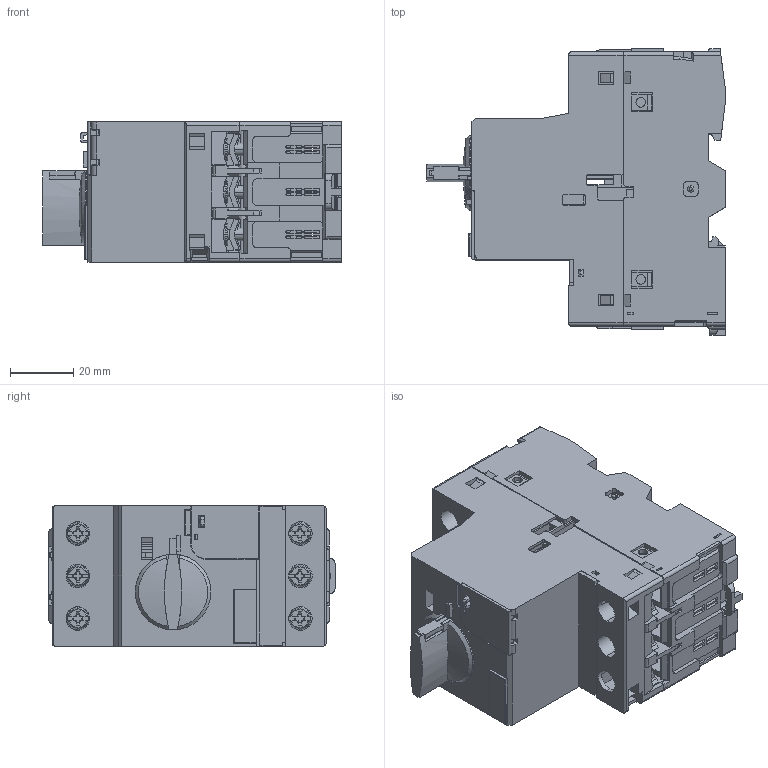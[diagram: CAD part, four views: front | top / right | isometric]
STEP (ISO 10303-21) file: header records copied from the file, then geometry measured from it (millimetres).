
FILE_DESCRIPTION((''),'2;1');
FILE_NAME('NS2-25X_ASM','2017-07-26T',('KYCAD023'),(''),'PRO/ENGINEER BY PARAMETRIC TECHNOLOGY CORPORATION, 2008380','PRO/ENGINEER BY PARAMETRIC TECHNOLOGY CORPORATION, 2008380','');
FILE_SCHEMA(('CONFIG_CONTROL_DESIGN'));
Length unit declared in the file: millimetre
Products named in the file (18): PRT0001; 5022184_ASM_18_ASM; PRT0002; 8315821_63; 8253510_29; 8441107_16; XUANNIU_ASM_21_ASM; 8315822_20; PRT0003; 5315303_ASM_49_ASM; 8236078_7; PRT0007; JIZUO_ASM_53_ASM; PRT0008; PRT0009; 8868014_6; NS2-25X_ASM_4_ASM; NS2-25X_ASM
Assembly tree (22 placements, depth 6):
  NS2-25X_ASM
    NS2-25X_ASM_4_ASM
      5022184_ASM_18_ASM
        PRT0001
      JIZUO_ASM_53_ASM
        PRT0002
        5315303_ASM_49_ASM
          8315821_63
          XUANNIU_ASM_21_ASM
            8253510_29
            8441107_16
          8315822_20
          PRT0003
        8236078_7
        PRT0007  x6
      PRT0008
      PRT0009
      8868014_6
Bounding box: 94.85 x 90.85 x 44.5 mm (x, y, z)
Volume: 75546.9 mm3; surface area: 113950.5 mm2
Topology: 17 solids, 17 shells, 3984 faces, 11632 edges, 7680 vertices
Faces by surface type: plane 3379, cylinder 493, bspline 45, torus 42, cone 17, sphere 4, extrusion 4
Entity records: 119488 total; most frequent: CARTESIAN_POINT 23065, ORIENTED_EDGE 21000, DIRECTION 18601, EDGE_CURVE 10500, VECTOR 9141, LINE 9137, VERTEX_POINT 6940, AXIS2_PLACEMENT_3D 4730
